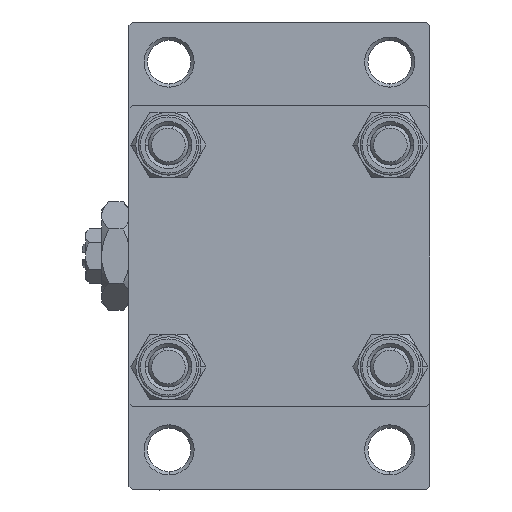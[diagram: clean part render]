
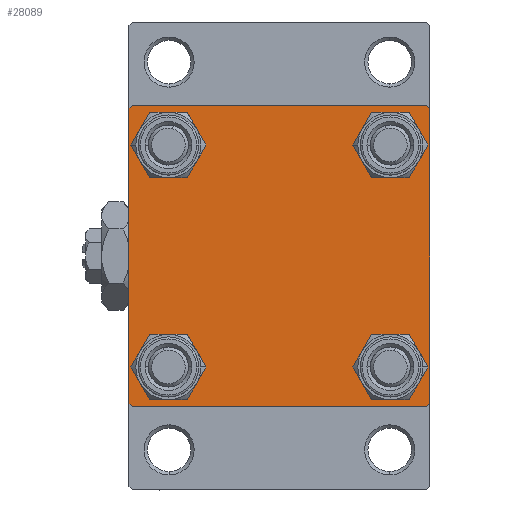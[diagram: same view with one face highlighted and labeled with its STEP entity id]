
A CAD part, left-side view. The second image highlights one B-rep face of the part: STEP entity #28089.
In plain terms, the highlighted planar face has unit normal (-1, 0, 0).
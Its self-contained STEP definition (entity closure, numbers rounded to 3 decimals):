
#115 = CIRCLE ( 'NONE', #48460, 3.5 ) ;
#603 = AXIS2_PLACEMENT_3D ( 'NONE', #9541, #2100, #47030 ) ;
#855 = DIRECTION ( 'NONE',  ( 1., 0., 0. ) ) ;
#968 = CARTESIAN_POINT ( 'NONE',  ( 0., 16.6, 16.6 ) ) ;
#996 = DIRECTION ( 'NONE',  ( 0., 0., 1. ) ) ;
#1088 = EDGE_LOOP ( 'NONE', ( #11918, #46734 ) ) ;
#1454 = EDGE_CURVE ( 'NONE', #34815, #34555, #19598, .T. ) ;
#1509 = EDGE_CURVE ( 'NONE', #15467, #15999, #6061, .T. ) ;
#2070 = CIRCLE ( 'NONE', #6808, 3.5 ) ;
#2100 = DIRECTION ( 'NONE',  ( 1., 0., 0. ) ) ;
#2378 = ORIENTED_EDGE ( 'NONE', *, *, #45628, .T. ) ;
#2438 = PLANE ( 'NONE',  #6330 ) ;
#2696 = CARTESIAN_POINT ( 'NONE',  ( 0., -16.6, 20.1 ) ) ;
#2767 = ORIENTED_EDGE ( 'NONE', *, *, #9991, .T. ) ;
#3214 = EDGE_CURVE ( 'NONE', #43660, #30514, #42584, .T. ) ;
#3562 = EDGE_CURVE ( 'NONE', #36145, #10560, #7662, .T. ) ;
#3708 = AXIS2_PLACEMENT_3D ( 'NONE', #38911, #4943, #996 ) ;
#3710 = VECTOR ( 'NONE', #12872, 1000. ) ;
#4238 = CARTESIAN_POINT ( 'NONE',  ( 0., 22.5, -22.5 ) ) ;
#4673 = AXIS2_PLACEMENT_3D ( 'NONE', #21332, #29007, #45154 ) ;
#4943 = DIRECTION ( 'NONE',  ( 1., 0., 0. ) ) ;
#5358 = EDGE_CURVE ( 'NONE', #15999, #15467, #15582, .T. ) ;
#5434 = VECTOR ( 'NONE', #11668, 1000. ) ;
#6061 = CIRCLE ( 'NONE', #33794, 3.5 ) ;
#6122 = CIRCLE ( 'NONE', #31491, 3.5 ) ;
#6145 = FACE_BOUND ( 'NONE', #36475, .T. ) ;
#6330 = AXIS2_PLACEMENT_3D ( 'NONE', #17547, #36644, #32677 ) ;
#6582 = VECTOR ( 'NONE', #15922, 1000. ) ;
#6808 = AXIS2_PLACEMENT_3D ( 'NONE', #32937, #48109, #44617 ) ;
#6943 = VERTEX_POINT ( 'NONE', #44263 ) ;
#7337 = EDGE_CURVE ( 'NONE', #34815, #36916, #34865, .T. ) ;
#7662 = LINE ( 'NONE', #11852, #43364 ) ;
#7667 = CIRCLE ( 'NONE', #26677, 3.5 ) ;
#7713 = EDGE_CURVE ( 'NONE', #10072, #30046, #6122, .T. ) ;
#8400 = EDGE_LOOP ( 'NONE', ( #26824, #22371 ) ) ;
#8518 = CARTESIAN_POINT ( 'NONE',  ( 0., 22.5, 22.5 ) ) ;
#8687 = LINE ( 'NONE', #4238, #5434 ) ;
#9170 = DIRECTION ( 'NONE',  ( 1., 0., 0. ) ) ;
#9541 = CARTESIAN_POINT ( 'NONE',  ( 0., 16.6, 16.6 ) ) ;
#9574 = VERTEX_POINT ( 'NONE', #22422 ) ;
#9873 = FACE_BOUND ( 'NONE', #34436, .T. ) ;
#9991 = EDGE_CURVE ( 'NONE', #10560, #12755, #8687, .T. ) ;
#10072 = VERTEX_POINT ( 'NONE', #42681 ) ;
#10301 = LINE ( 'NONE', #44052, #23430 ) ;
#10560 = VERTEX_POINT ( 'NONE', #17515 ) ;
#11668 = DIRECTION ( 'NONE',  ( 0., -1., 0. ) ) ;
#11852 = CARTESIAN_POINT ( 'NONE',  ( 0., 22.25, -22.25 ) ) ;
#11918 = ORIENTED_EDGE ( 'NONE', *, *, #43229, .T. ) ;
#12755 = VERTEX_POINT ( 'NONE', #22071 ) ;
#12872 = DIRECTION ( 'NONE',  ( 0., 0., -1. ) ) ;
#13381 = LINE ( 'NONE', #24326, #16800 ) ;
#15319 = EDGE_CURVE ( 'NONE', #47330, #40253, #10301, .T. ) ;
#15328 = ORIENTED_EDGE ( 'NONE', *, *, #1454, .F. ) ;
#15467 = VERTEX_POINT ( 'NONE', #42535 ) ;
#15582 = CIRCLE ( 'NONE', #3708, 3.5 ) ;
#15589 = DIRECTION ( 'NONE',  ( 1., 0., 0. ) ) ;
#15922 = DIRECTION ( 'NONE',  ( 0., -1., 0. ) ) ;
#15961 = CARTESIAN_POINT ( 'NONE',  ( 0., -16.6, -16.6 ) ) ;
#15999 = VERTEX_POINT ( 'NONE', #2696 ) ;
#16025 = EDGE_CURVE ( 'NONE', #30046, #10072, #2070, .T. ) ;
#16620 = DIRECTION ( 'NONE',  ( 0., -0.707, 0.707 ) ) ;
#16713 = CARTESIAN_POINT ( 'NONE',  ( 0., -16.6, -20.1 ) ) ;
#16800 = VECTOR ( 'NONE', #16620, 1000. ) ;
#17252 = EDGE_CURVE ( 'NONE', #9574, #6943, #7667, .T. ) ;
#17515 = CARTESIAN_POINT ( 'NONE',  ( 0., 22., -22.5 ) ) ;
#17547 = CARTESIAN_POINT ( 'NONE',  ( 0., 0., 0. ) ) ;
#17996 = EDGE_CURVE ( 'NONE', #40253, #36145, #46246, .T. ) ;
#18124 = CIRCLE ( 'NONE', #4673, 3.5 ) ;
#18660 = CARTESIAN_POINT ( 'NONE',  ( 0., 22., 22.5 ) ) ;
#18763 = DIRECTION ( 'NONE',  ( 0., 0.707, 0.707 ) ) ;
#19163 = CARTESIAN_POINT ( 'NONE',  ( 0., 22.5, 22.5 ) ) ;
#19598 = LINE ( 'NONE', #35202, #3710 ) ;
#20201 = ORIENTED_EDGE ( 'NONE', *, *, #3562, .T. ) ;
#20333 = CARTESIAN_POINT ( 'NONE',  ( 0., 16.6, 13.1 ) ) ;
#21283 = FACE_BOUND ( 'NONE', #1088, .T. ) ;
#21332 = CARTESIAN_POINT ( 'NONE',  ( 0., 16.6, -16.6 ) ) ;
#22006 = VECTOR ( 'NONE', #18763, 1000. ) ;
#22071 = CARTESIAN_POINT ( 'NONE',  ( 0., -22., -22.5 ) ) ;
#22371 = ORIENTED_EDGE ( 'NONE', *, *, #16025, .T. ) ;
#22422 = CARTESIAN_POINT ( 'NONE',  ( 0., 16.6, -13.1 ) ) ;
#22760 = VECTOR ( 'NONE', #42023, 1000. ) ;
#22896 = LINE ( 'NONE', #19163, #6582 ) ;
#22942 = CARTESIAN_POINT ( 'NONE',  ( 0., 22.5, 22. ) ) ;
#23430 = VECTOR ( 'NONE', #28665, 1000. ) ;
#23572 = DIRECTION ( 'NONE',  ( 1., 0., 0. ) ) ;
#23903 = ORIENTED_EDGE ( 'NONE', *, *, #1509, .T. ) ;
#24098 = ORIENTED_EDGE ( 'NONE', *, *, #17252, .T. ) ;
#24326 = CARTESIAN_POINT ( 'NONE',  ( 0., -22.25, -22.25 ) ) ;
#25338 = ORIENTED_EDGE ( 'NONE', *, *, #17996, .T. ) ;
#26255 = CARTESIAN_POINT ( 'NONE',  ( 0., -22., 22.5 ) ) ;
#26626 = ORIENTED_EDGE ( 'NONE', *, *, #15319, .T. ) ;
#26677 = AXIS2_PLACEMENT_3D ( 'NONE', #39170, #9170, #38441 ) ;
#26824 = ORIENTED_EDGE ( 'NONE', *, *, #7713, .T. ) ;
#26920 = EDGE_CURVE ( 'NONE', #6943, #9574, #18124, .T. ) ;
#28089 = ADVANCED_FACE ( 'NONE', ( #9873, #40123, #6145, #21283, #36397 ), #2438, .T. ) ;
#28665 = DIRECTION ( 'NONE',  ( 0., 0.707, -0.707 ) ) ;
#29007 = DIRECTION ( 'NONE',  ( 1., 0., 0. ) ) ;
#29114 = EDGE_LOOP ( 'NONE', ( #25338, #20201, #2767, #2378, #15328, #31370, #47630, #26626 ) ) ;
#29157 = CARTESIAN_POINT ( 'NONE',  ( 0., 22.5, -22. ) ) ;
#30046 = VERTEX_POINT ( 'NONE', #16713 ) ;
#30514 = VERTEX_POINT ( 'NONE', #31177 ) ;
#31177 = CARTESIAN_POINT ( 'NONE',  ( 0., 16.6, 20.1 ) ) ;
#31370 = ORIENTED_EDGE ( 'NONE', *, *, #7337, .T. ) ;
#31491 = AXIS2_PLACEMENT_3D ( 'NONE', #15961, #855, #39507 ) ;
#32362 = DIRECTION ( 'NONE',  ( 0., 0., 1. ) ) ;
#32677 = DIRECTION ( 'NONE',  ( 0., 0., 1. ) ) ;
#32937 = CARTESIAN_POINT ( 'NONE',  ( 0., -16.6, -16.6 ) ) ;
#33363 = CARTESIAN_POINT ( 'NONE',  ( 0., -22.5, 22. ) ) ;
#33794 = AXIS2_PLACEMENT_3D ( 'NONE', #42912, #23572, #39159 ) ;
#34436 = EDGE_LOOP ( 'NONE', ( #48807, #23903 ) ) ;
#34555 = VERTEX_POINT ( 'NONE', #39081 ) ;
#34815 = VERTEX_POINT ( 'NONE', #33363 ) ;
#34865 = LINE ( 'NONE', #49067, #22006 ) ;
#35202 = CARTESIAN_POINT ( 'NONE',  ( 0., -22.5, 22.5 ) ) ;
#35341 = EDGE_CURVE ( 'NONE', #47330, #36916, #22896, .T. ) ;
#36145 = VERTEX_POINT ( 'NONE', #29157 ) ;
#36397 = FACE_OUTER_BOUND ( 'NONE', #29114, .T. ) ;
#36475 = EDGE_LOOP ( 'NONE', ( #24098, #41470 ) ) ;
#36644 = DIRECTION ( 'NONE',  ( -1., 0., 0. ) ) ;
#36916 = VERTEX_POINT ( 'NONE', #26255 ) ;
#38441 = DIRECTION ( 'NONE',  ( 0., 0., 1. ) ) ;
#38911 = CARTESIAN_POINT ( 'NONE',  ( 0., -16.6, 16.6 ) ) ;
#39081 = CARTESIAN_POINT ( 'NONE',  ( 0., -22.5, -22. ) ) ;
#39159 = DIRECTION ( 'NONE',  ( 0., 0., 1. ) ) ;
#39170 = CARTESIAN_POINT ( 'NONE',  ( 0., 16.6, -16.6 ) ) ;
#39507 = DIRECTION ( 'NONE',  ( 0., 0., 1. ) ) ;
#40123 = FACE_BOUND ( 'NONE', #8400, .T. ) ;
#40253 = VERTEX_POINT ( 'NONE', #22942 ) ;
#41470 = ORIENTED_EDGE ( 'NONE', *, *, #26920, .T. ) ;
#42023 = DIRECTION ( 'NONE',  ( 0., 0., -1. ) ) ;
#42535 = CARTESIAN_POINT ( 'NONE',  ( 0., -16.6, 13.1 ) ) ;
#42584 = CIRCLE ( 'NONE', #603, 3.5 ) ;
#42681 = CARTESIAN_POINT ( 'NONE',  ( 0., -16.6, -13.1 ) ) ;
#42912 = CARTESIAN_POINT ( 'NONE',  ( 0., -16.6, 16.6 ) ) ;
#43229 = EDGE_CURVE ( 'NONE', #30514, #43660, #115, .T. ) ;
#43364 = VECTOR ( 'NONE', #49120, 1000. ) ;
#43660 = VERTEX_POINT ( 'NONE', #20333 ) ;
#44052 = CARTESIAN_POINT ( 'NONE',  ( 0., 22.25, 22.25 ) ) ;
#44263 = CARTESIAN_POINT ( 'NONE',  ( 0., 16.6, -20.1 ) ) ;
#44617 = DIRECTION ( 'NONE',  ( 0., 0., 1. ) ) ;
#45154 = DIRECTION ( 'NONE',  ( 0., 0., 1. ) ) ;
#45628 = EDGE_CURVE ( 'NONE', #12755, #34555, #13381, .T. ) ;
#46246 = LINE ( 'NONE', #8518, #22760 ) ;
#46734 = ORIENTED_EDGE ( 'NONE', *, *, #3214, .T. ) ;
#47030 = DIRECTION ( 'NONE',  ( 0., 0., 1. ) ) ;
#47330 = VERTEX_POINT ( 'NONE', #18660 ) ;
#47630 = ORIENTED_EDGE ( 'NONE', *, *, #35341, .F. ) ;
#48109 = DIRECTION ( 'NONE',  ( 1., 0., 0. ) ) ;
#48460 = AXIS2_PLACEMENT_3D ( 'NONE', #968, #15589, #32362 ) ;
#48807 = ORIENTED_EDGE ( 'NONE', *, *, #5358, .T. ) ;
#49067 = CARTESIAN_POINT ( 'NONE',  ( 0., -22.25, 22.25 ) ) ;
#49120 = DIRECTION ( 'NONE',  ( 0., -0.707, -0.707 ) ) ;
